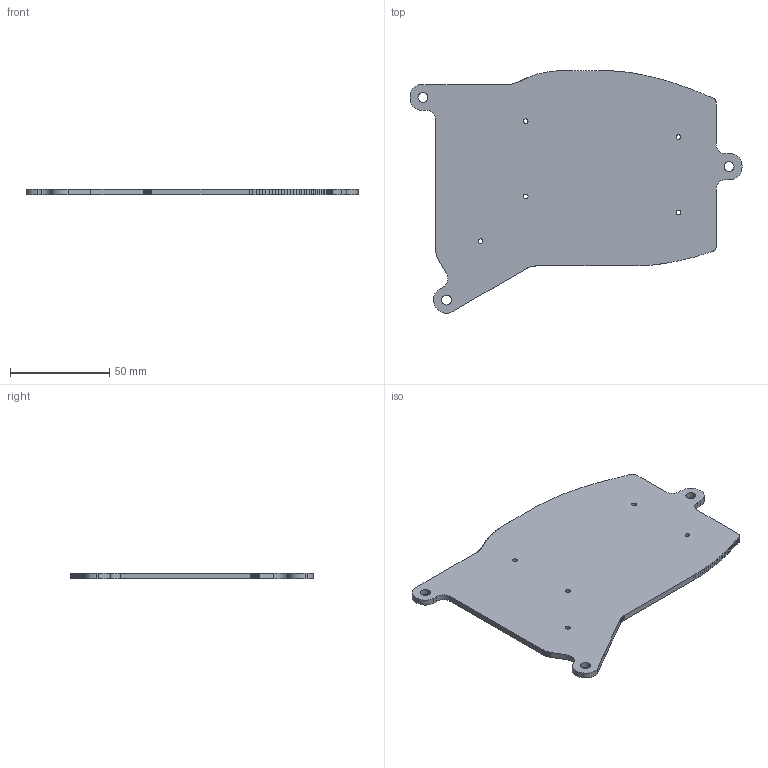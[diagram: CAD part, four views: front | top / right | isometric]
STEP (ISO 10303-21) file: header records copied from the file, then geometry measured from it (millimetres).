
FILE_DESCRIPTION(('FreeCAD Model'),'2;1');
FILE_NAME('Open CASCADE Shape Model','2021-10-26T00:24:57',('Author'),( ''),'Open CASCADE STEP processor 7.4','FreeCAD','Unknown');
FILE_SCHEMA(('AUTOMOTIVE_DESIGN { 1 0 10303 214 1 1 1 1 }'));
Length unit declared in the file: millimetre
Products named in the file (2): Part; Body
Assembly tree (1 placements, depth 2):
  Part
    Body
Bounding box: 167.4 x 122.39 x 3 mm (x, y, z)
Volume: 42028 mm3; surface area: 29834.8 mm2
Topology: 1 solids, 1 shells, 251 faces, 747 edges, 498 vertices
Faces by surface type: extrusion 227, plane 11, cylinder 9, bspline 4
Full cylindrical faces by diameter (mm): 5 x3
Entity records: 18287 total; most frequent: CARTESIAN_POINT 5211, DIRECTION 1568, ORIENTED_EDGE 1494, PCURVE 1494, DEFINITIONAL_REPRESENTATION 1494, VECTOR 1479, LINE 1252, B_SPLINE_CURVE_WITH_KNOTS 1155
